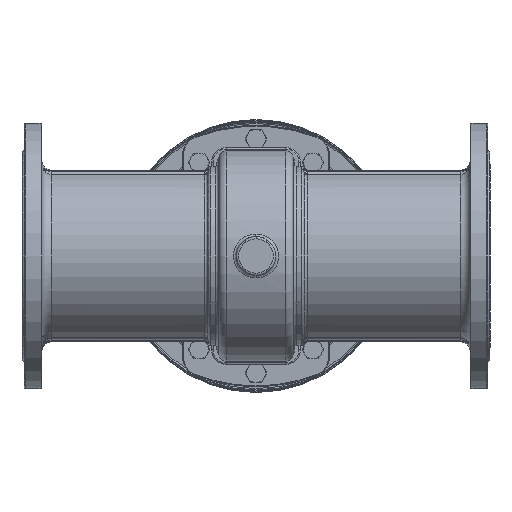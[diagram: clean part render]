
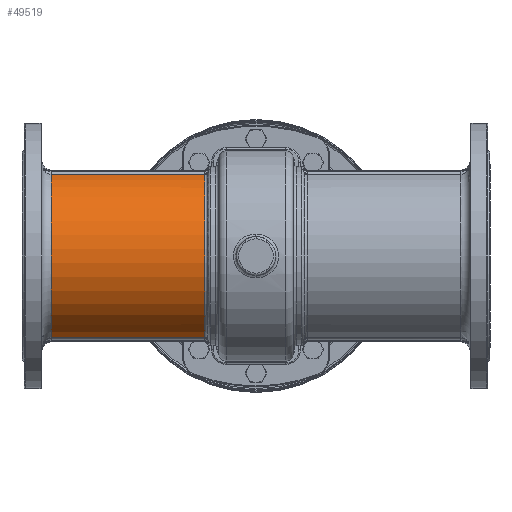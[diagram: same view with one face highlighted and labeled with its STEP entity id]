
A CAD part, front view. The second image highlights one B-rep face of the part: STEP entity #49519.
In plain terms, the highlighted cylindrical face has radius 110 mm (diameter 220 mm), a partial arc.
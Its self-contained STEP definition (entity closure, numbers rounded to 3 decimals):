
#1428 = ORIENTED_EDGE ( 'NONE', *, *, #24389, .T. ) ;
#2452 = ORIENTED_EDGE ( 'NONE', *, *, #121629, .T. ) ;
#7230 = DIRECTION ( 'NONE',  ( 0., 0., 1. ) ) ;
#12451 = CARTESIAN_POINT ( 'NONE',  ( -65.416, -33.5, 104.775 ) ) ;
#16929 = AXIS2_PLACEMENT_3D ( 'NONE', #114183, #82080, #7230 ) ;
#17066 = VERTEX_POINT ( 'NONE', #66889 ) ;
#17137 = AXIS2_PLACEMENT_3D ( 'NONE', #97903, #34227, #55136 ) ;
#17948 = CARTESIAN_POINT ( 'NONE',  ( -32.009, -33.3, 104.838 ) ) ;
#24389 = EDGE_CURVE ( 'NONE', #58827, #17066, #135438, .T. ) ;
#26161 = CARTESIAN_POINT ( 'NONE',  ( -65.433, -33.399, -104.807 ) ) ;
#26631 = CARTESIAN_POINT ( 'NONE',  ( -65.416, -33.604, -104.741 ) ) ;
#28999 = ORIENTED_EDGE ( 'NONE', *, *, #109379, .T. ) ;
#31592 = CARTESIAN_POINT ( 'NONE',  ( -65.416, -33.604, 104.741 ) ) ;
#33003 = CIRCLE ( 'NONE', #83556, 110. ) ;
#33372 = EDGE_CURVE ( 'NONE', #111837, #37890, #46293, .T. ) ;
#34227 = DIRECTION ( 'NONE',  ( -1., 0., 0. ) ) ;
#37890 = VERTEX_POINT ( 'NONE', #91021 ) ;
#46293 = B_SPLINE_CURVE_WITH_KNOTS ( 'NONE', 3,
 ( #31592, #12451, #64528, #128781 ),
 .UNSPECIFIED., .F., .F.,
 ( 4, 4 ),
 ( 0., 0. ),
 .UNSPECIFIED. ) ;
#47593 = LINE ( 'NONE', #17948, #109035 ) ;
#49519 = ADVANCED_FACE ( 'NONE', ( #126221 ), #122868, .T. ) ;
#50171 = EDGE_CURVE ( 'NONE', #17066, #81993, #50528, .T. ) ;
#50528 = B_SPLINE_CURVE_WITH_KNOTS ( 'NONE', 3,
 ( #86561, #26161, #100966, #26631 ),
 .UNSPECIFIED., .F., .F.,
 ( 4, 4 ),
 ( 0., 0. ),
 .UNSPECIFIED. ) ;
#52489 = CARTESIAN_POINT ( 'NONE',  ( -65.416, 0., 0. ) ) ;
#54581 = DIRECTION ( 'NONE',  ( 1., 0., 0. ) ) ;
#55136 = DIRECTION ( 'NONE',  ( 0., 0., 1. ) ) ;
#57829 = CARTESIAN_POINT ( 'NONE',  ( -262.5, -33.3, 104.838 ) ) ;
#58827 = VERTEX_POINT ( 'NONE', #95873 ) ;
#64528 = CARTESIAN_POINT ( 'NONE',  ( -65.433, -33.399, 104.807 ) ) ;
#66889 = CARTESIAN_POINT ( 'NONE',  ( -65.469, -33.3, -104.838 ) ) ;
#67157 = VECTOR ( 'NONE', #54581, 1000. ) ;
#72958 = VERTEX_POINT ( 'NONE', #57829 ) ;
#77991 = CARTESIAN_POINT ( 'NONE',  ( -65.416, -33.604, -104.741 ) ) ;
#79845 = CARTESIAN_POINT ( 'NONE',  ( -65.416, -33.604, 104.741 ) ) ;
#80451 = EDGE_CURVE ( 'NONE', #81993, #111837, #33003, .T. ) ;
#81993 = VERTEX_POINT ( 'NONE', #77991 ) ;
#82080 = DIRECTION ( 'NONE',  ( 1., 0., 0. ) ) ;
#83556 = AXIS2_PLACEMENT_3D ( 'NONE', #52489, #125991, #117068 ) ;
#86561 = CARTESIAN_POINT ( 'NONE',  ( -65.469, -33.3, -104.838 ) ) ;
#91021 = CARTESIAN_POINT ( 'NONE',  ( -65.469, -33.3, 104.838 ) ) ;
#94079 = ORIENTED_EDGE ( 'NONE', *, *, #50171, .T. ) ;
#95873 = CARTESIAN_POINT ( 'NONE',  ( -262.5, -33.3, -104.838 ) ) ;
#97903 = CARTESIAN_POINT ( 'NONE',  ( -32.009, 0., 0. ) ) ;
#100045 = CIRCLE ( 'NONE', #16929, 110. ) ;
#100966 = CARTESIAN_POINT ( 'NONE',  ( -65.416, -33.5, -104.775 ) ) ;
#108473 = CARTESIAN_POINT ( 'NONE',  ( -32.009, -33.3, -104.838 ) ) ;
#109035 = VECTOR ( 'NONE', #135132, 1000. ) ;
#109379 = EDGE_CURVE ( 'NONE', #37890, #72958, #47593, .T. ) ;
#111837 = VERTEX_POINT ( 'NONE', #79845 ) ;
#112954 = ORIENTED_EDGE ( 'NONE', *, *, #33372, .T. ) ;
#114183 = CARTESIAN_POINT ( 'NONE',  ( -262.5, 0., 0. ) ) ;
#117068 = DIRECTION ( 'NONE',  ( 0., 0., -1. ) ) ;
#121142 = EDGE_LOOP ( 'NONE', ( #2452, #1428, #94079, #124778, #112954, #28999 ) ) ;
#121629 = EDGE_CURVE ( 'NONE', #72958, #58827, #100045, .T. ) ;
#122868 = CYLINDRICAL_SURFACE ( 'NONE', #17137, 110. ) ;
#124778 = ORIENTED_EDGE ( 'NONE', *, *, #80451, .T. ) ;
#125991 = DIRECTION ( 'NONE',  ( -1., 0., 0. ) ) ;
#126221 = FACE_OUTER_BOUND ( 'NONE', #121142, .T. ) ;
#128781 = CARTESIAN_POINT ( 'NONE',  ( -65.469, -33.3, 104.838 ) ) ;
#135132 = DIRECTION ( 'NONE',  ( -1., 0., 0. ) ) ;
#135438 = LINE ( 'NONE', #108473, #67157 ) ;
